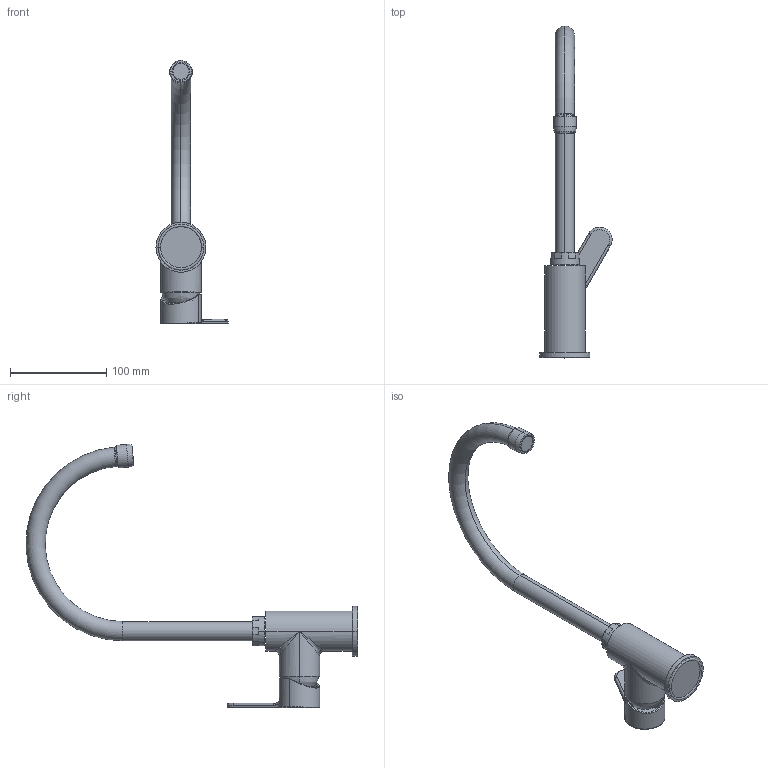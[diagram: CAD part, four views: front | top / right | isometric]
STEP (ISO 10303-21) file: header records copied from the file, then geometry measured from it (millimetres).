
FILE_DESCRIPTION((''),'2;1');
FILE_NAME('BLU180CR','2021-11-29T13:27:44',('ut3'),('PAFFONI SpA'),'CREO PARAMETRIC BY PTC INC, 2020044','CREO PARAMETRIC BY PTC INC, 2020044','');
FILE_SCHEMA(('CONFIG_CONTROL_DESIGN','SHAPE_APPEARANCE_LAYERS_GROUPS'));
Length unit declared in the file: millimetre
Products named in the file (1): BLU180CR
Bounding box: 74.97 x 345.11 x 273.81 mm (x, y, z)
Surface area: 75907.7 mm2 (no closed solid volume)
Topology: 0 solids, 13 shells, 97 faces, 240 edges, 149 vertices
Faces by surface type: plane 28, cylinder 27, bspline 18, torus 17, cone 5, sphere 2
Entity records: 5280 total; most frequent: CARTESIAN_POINT 2234, DIRECTION 467, ORIENTED_EDGE 422, EDGE_CURVE 234, AXIS2_PLACEMENT_3D 204, VERTEX_POINT 149, FILL_AREA_STYLE_COLOUR 127, FILL_AREA_STYLE 127
